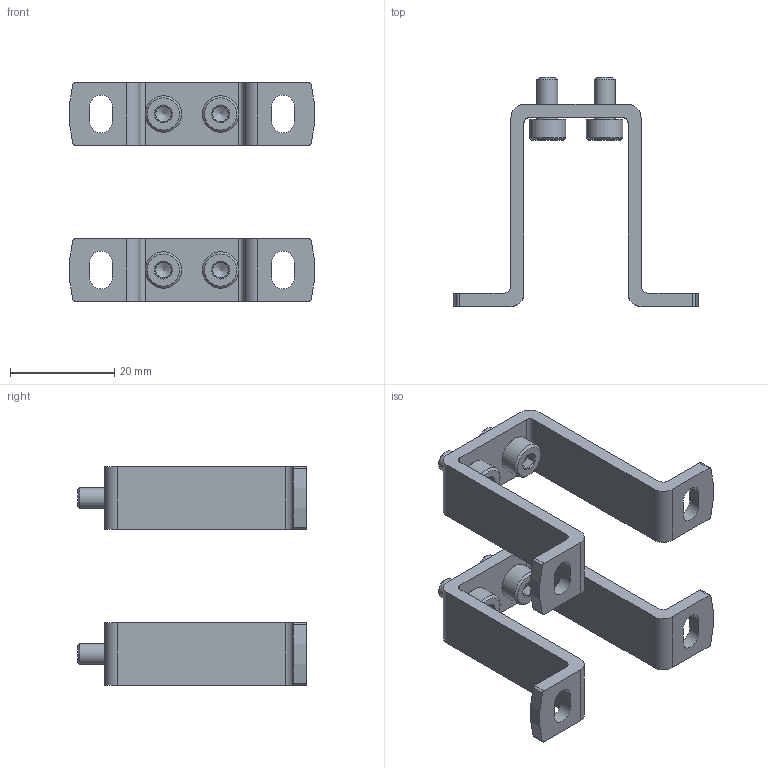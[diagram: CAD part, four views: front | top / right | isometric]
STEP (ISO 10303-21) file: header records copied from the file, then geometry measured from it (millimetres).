
FILE_DESCRIPTION(/* description */ ('STEP AP214'),/* implementation_level */ '2;1');
FILE_NAME(/* name */ '525029_HRB-D-MINI',/* time_stamp */ '2024-08-29T11:47:51+02:00',/* author */ ('License CC BY-ND 4.0'),/* organization */ ('CADENAS'),/* preprocessor_version */ 'ST-DEVELOPER v19.3',/* originating_system */ 'PARTsolutions',/* authorisation */ ' ');
FILE_SCHEMA (('AUTOMOTIVE_DESIGN {1 0 10303 214 3 1 1}'));
Length unit declared in the file: millimetre
Products named in the file (3): 525029 HRB-D-MINI; 525029 HRB-D-MINI---(p); DIN-912 - M4x8(F)
Assembly tree (6 placements, depth 2):
  525029 HRB-D-MINI
    525029 HRB-D-MINI---(p)  x2
    DIN-912 - M4x8(F)  x4
Bounding box: 47.14 x 44 x 42 mm (x, y, z)
Volume: 7581.6 mm3; surface area: 7957.6 mm2
Topology: 6 solids, 6 shells, 184 faces, 420 edges, 252 vertices
Faces by surface type: plane 92, cylinder 48, cone 44
Full cylindrical faces by diameter (mm): 4 x4, 4.3 x4, 7 x4
Entity records: 1939 total; most frequent: DIRECTION 340, CARTESIAN_POINT 334, ORIENTED_EDGE 288, EDGE_CURVE 144, AXIS2_PLACEMENT_3D 131, VERTEX_POINT 95, FACE_BOUND 83, EDGE_LOOP 82
